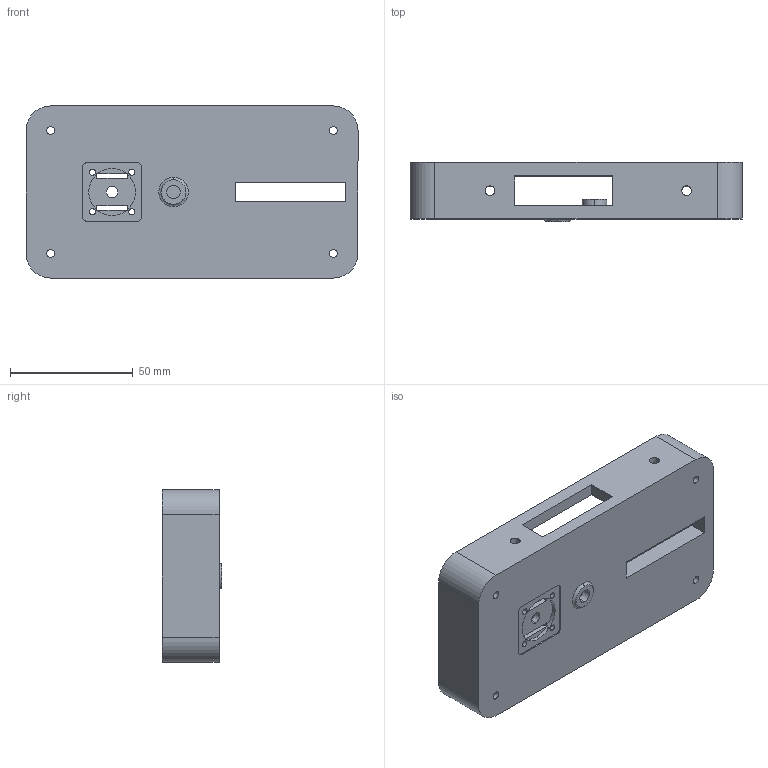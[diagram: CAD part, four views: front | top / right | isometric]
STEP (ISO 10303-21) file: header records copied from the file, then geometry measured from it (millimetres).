
FILE_DESCRIPTION (( 'STEP AP214' ), '1' );
FILE_NAME ('top casing.STEP', '2024-03-01T15:47:35', ( '' ), ( '' ), 'SwSTEP 2.0', 'SolidWorks 2024', '' );
FILE_SCHEMA (( 'AUTOMOTIVE_DESIGN' ));
Length unit declared in the file: millimetre
Products named in the file (1): top casing
Bounding box: 135 x 24 x 70 mm (x, y, z)
Volume: 74810.5 mm3; surface area: 35551.9 mm2
Topology: 1 solids, 1 shells, 157 faces, 447 edges, 298 vertices
Faces by surface type: cylinder 81, plane 72, bspline 2, torus 2
Entity records: 5646 total; most frequent: CARTESIAN_POINT 1317, DIRECTION 909, ORIENTED_EDGE 894, EDGE_CURVE 447, AXIS2_PLACEMENT_3D 322, VERTEX_POINT 298, VECTOR 265, LINE 265
